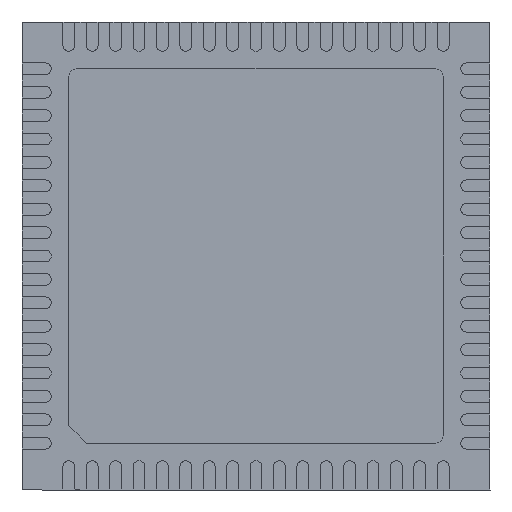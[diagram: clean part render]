
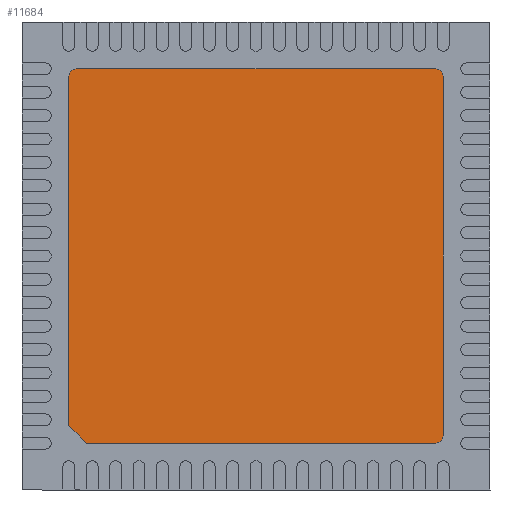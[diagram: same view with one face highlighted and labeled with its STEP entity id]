
A CAD part, front view. The second image highlights one B-rep face of the part: STEP entity #11684.
In plain terms, the highlighted planar face has unit normal (0, -1, 0).
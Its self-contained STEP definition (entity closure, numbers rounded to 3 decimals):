
#739 = VERTEX_POINT ( 'NONE', #20336 ) ;
#1501 = CIRCLE ( 'NONE', #14277, 0.15 ) ;
#1680 = VERTEX_POINT ( 'NONE', #8114 ) ;
#2163 = VERTEX_POINT ( 'NONE', #20975 ) ;
#2885 = DIRECTION ( 'NONE',  ( 0., -1., 0. ) ) ;
#2977 = EDGE_CURVE ( 'NONE', #1680, #14363, #17296, .T. ) ;
#3017 = ORIENTED_EDGE ( 'NONE', *, *, #21682, .T. ) ;
#3106 = AXIS2_PLACEMENT_3D ( 'NONE', #13851, #20819, #5180 ) ;
#3675 = VERTEX_POINT ( 'NONE', #19279 ) ;
#4347 = EDGE_CURVE ( 'NONE', #18581, #20883, #7996, .T. ) ;
#5026 = ORIENTED_EDGE ( 'NONE', *, *, #21793, .T. ) ;
#5180 = DIRECTION ( 'NONE',  ( 0., 0., -1. ) ) ;
#6416 = VERTEX_POINT ( 'NONE', #11478 ) ;
#6417 = DIRECTION ( 'NONE',  ( 0., 0., -1. ) ) ;
#6879 = PLANE ( 'NONE',  #3106 ) ;
#7955 = ORIENTED_EDGE ( 'NONE', *, *, #14349, .T. ) ;
#7996 = LINE ( 'NONE', #9736, #11994 ) ;
#8114 = CARTESIAN_POINT ( 'NONE',  ( -3.05, 0., 3.2 ) ) ;
#8210 = CIRCLE ( 'NONE', #18779, 0.15 ) ;
#8414 = CARTESIAN_POINT ( 'NONE',  ( 3.2, 0., 3.2 ) ) ;
#9736 = CARTESIAN_POINT ( 'NONE',  ( 3.2, 0., -3.2 ) ) ;
#10335 = FACE_OUTER_BOUND ( 'NONE', #17144, .T. ) ;
#10381 = LINE ( 'NONE', #8414, #17850 ) ;
#11362 = DIRECTION ( 'NONE',  ( 0., 0., -1. ) ) ;
#11478 = CARTESIAN_POINT ( 'NONE',  ( -2.9, 0., -3.2 ) ) ;
#11684 = ADVANCED_FACE ( 'NONE', ( #10335 ), #6879, .T. ) ;
#11994 = VECTOR ( 'NONE', #16660, 1000. ) ;
#12221 = AXIS2_PLACEMENT_3D ( 'NONE', #13141, #20115, #14847 ) ;
#12665 = ORIENTED_EDGE ( 'NONE', *, *, #19219, .T. ) ;
#12831 = VECTOR ( 'NONE', #21738, 1000. ) ;
#13141 = CARTESIAN_POINT ( 'NONE',  ( -3.05, 0., 3.05 ) ) ;
#13851 = CARTESIAN_POINT ( 'NONE',  ( 0., 0., 0. ) ) ;
#13893 = LINE ( 'NONE', #20858, #21438 ) ;
#14040 = CARTESIAN_POINT ( 'NONE',  ( 3.05, 0., 3.05 ) ) ;
#14277 = AXIS2_PLACEMENT_3D ( 'NONE', #14040, #2885, #6417 ) ;
#14317 = ORIENTED_EDGE ( 'NONE', *, *, #15010, .T. ) ;
#14349 = EDGE_CURVE ( 'NONE', #2163, #18581, #8210, .T. ) ;
#14363 = VERTEX_POINT ( 'NONE', #22446 ) ;
#14511 = CARTESIAN_POINT ( 'NONE',  ( 3.2, 0., -3.05 ) ) ;
#14847 = DIRECTION ( 'NONE',  ( 0., 0., -1. ) ) ;
#15010 = EDGE_CURVE ( 'NONE', #14363, #739, #18297, .T. ) ;
#15473 = CARTESIAN_POINT ( 'NONE',  ( 3.05, 0., -3.05 ) ) ;
#15665 = ORIENTED_EDGE ( 'NONE', *, *, #4347, .T. ) ;
#16660 = DIRECTION ( 'NONE',  ( 0., 0., 1. ) ) ;
#17144 = EDGE_LOOP ( 'NONE', ( #12665, #17530, #14317, #22445, #3017, #7955, #15665, #5026 ) ) ;
#17187 = DIRECTION ( 'NONE',  ( 0., 0., -1. ) ) ;
#17296 = CIRCLE ( 'NONE', #12221, 0.15 ) ;
#17530 = ORIENTED_EDGE ( 'NONE', *, *, #2977, .T. ) ;
#17542 = DIRECTION ( 'NONE',  ( 0.707, 0., -0.707 ) ) ;
#17850 = VECTOR ( 'NONE', #22457, 1000. ) ;
#17975 = EDGE_CURVE ( 'NONE', #739, #6416, #13893, .T. ) ;
#18197 = CARTESIAN_POINT ( 'NONE',  ( 3.2, 0., -3.2 ) ) ;
#18297 = LINE ( 'NONE', #21941, #18817 ) ;
#18581 = VERTEX_POINT ( 'NONE', #14511 ) ;
#18779 = AXIS2_PLACEMENT_3D ( 'NONE', #15473, #19032, #17187 ) ;
#18817 = VECTOR ( 'NONE', #11362, 1000. ) ;
#19032 = DIRECTION ( 'NONE',  ( 0., -1., 0. ) ) ;
#19219 = EDGE_CURVE ( 'NONE', #3675, #1680, #10381, .T. ) ;
#19279 = CARTESIAN_POINT ( 'NONE',  ( 3.05, 0., 3.2 ) ) ;
#20115 = DIRECTION ( 'NONE',  ( 0., -1., 0. ) ) ;
#20137 = LINE ( 'NONE', #18197, #12831 ) ;
#20336 = CARTESIAN_POINT ( 'NONE',  ( -3.2, 0., -2.9 ) ) ;
#20819 = DIRECTION ( 'NONE',  ( 0., -1., 0. ) ) ;
#20858 = CARTESIAN_POINT ( 'NONE',  ( -3.05, 0., -3.05 ) ) ;
#20883 = VERTEX_POINT ( 'NONE', #22220 ) ;
#20975 = CARTESIAN_POINT ( 'NONE',  ( 3.05, 0., -3.2 ) ) ;
#21438 = VECTOR ( 'NONE', #17542, 1000. ) ;
#21682 = EDGE_CURVE ( 'NONE', #6416, #2163, #20137, .T. ) ;
#21738 = DIRECTION ( 'NONE',  ( 1., 0., 0. ) ) ;
#21793 = EDGE_CURVE ( 'NONE', #20883, #3675, #1501, .T. ) ;
#21941 = CARTESIAN_POINT ( 'NONE',  ( -3.2, 0., -3.2 ) ) ;
#22220 = CARTESIAN_POINT ( 'NONE',  ( 3.2, 0., 3.05 ) ) ;
#22445 = ORIENTED_EDGE ( 'NONE', *, *, #17975, .T. ) ;
#22446 = CARTESIAN_POINT ( 'NONE',  ( -3.2, 0., 3.05 ) ) ;
#22457 = DIRECTION ( 'NONE',  ( -1., 0., 0. ) ) ;
